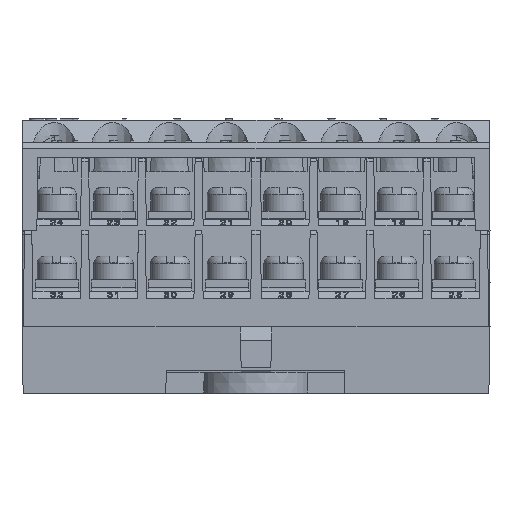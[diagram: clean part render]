
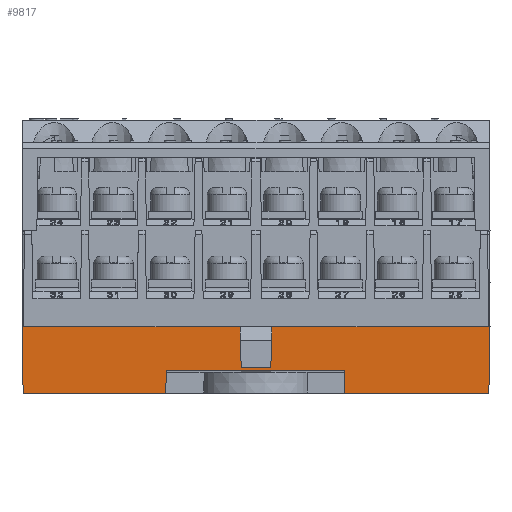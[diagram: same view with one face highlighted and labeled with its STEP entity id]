
A CAD part, front view. The second image highlights one B-rep face of the part: STEP entity #9817.
In plain terms, the highlighted planar face has unit normal (0, -1, -0.018).
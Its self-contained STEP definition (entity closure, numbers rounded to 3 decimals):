
#5682=FACE_OUTER_BOUND('',#20966,.T.);
#9817=ADVANCED_FACE('',(#5682),#13669,.F.);
#13669=PLANE('',#84481);
#20966=EDGE_LOOP('',(#36140,#36141,#36142,#36143,#36144,#36145,#36146,#36147,
#36148,#36149,#36150,#36151,#36152,#36153));
#36140=ORIENTED_EDGE('',*,*,#59436,.T.);
#36141=ORIENTED_EDGE('',*,*,#59437,.T.);
#36142=ORIENTED_EDGE('',*,*,#52957,.F.);
#36143=ORIENTED_EDGE('',*,*,#59438,.T.);
#36144=ORIENTED_EDGE('',*,*,#52948,.F.);
#36145=ORIENTED_EDGE('',*,*,#59439,.T.);
#36146=ORIENTED_EDGE('',*,*,#59440,.F.);
#36147=ORIENTED_EDGE('',*,*,#59441,.T.);
#36148=ORIENTED_EDGE('',*,*,#54723,.F.);
#36149=ORIENTED_EDGE('',*,*,#59442,.T.);
#36150=ORIENTED_EDGE('',*,*,#59443,.F.);
#36151=ORIENTED_EDGE('',*,*,#59444,.F.);
#36152=ORIENTED_EDGE('',*,*,#54721,.F.);
#36153=ORIENTED_EDGE('',*,*,#59445,.T.);
#45606=VERTEX_POINT('',#108629);
#45607=VERTEX_POINT('',#108631);
#45610=VERTEX_POINT('',#108639);
#45615=VERTEX_POINT('',#108648);
#47007=VERTEX_POINT('',#112715);
#47008=VERTEX_POINT('',#112716);
#47009=VERTEX_POINT('',#112718);
#47010=VERTEX_POINT('',#112720);
#49909=VERTEX_POINT('',#131668);
#49910=VERTEX_POINT('',#131669);
#49911=VERTEX_POINT('',#131673);
#49912=VERTEX_POINT('',#131675);
#49913=VERTEX_POINT('',#131678);
#49914=VERTEX_POINT('',#131680);
#52948=EDGE_CURVE('',#45606,#45607,#63898,.T.);
#52957=EDGE_CURVE('',#45615,#45610,#63907,.T.);
#54721=EDGE_CURVE('',#47007,#47008,#65553,.T.);
#54723=EDGE_CURVE('',#47009,#47010,#65555,.T.);
#59436=EDGE_CURVE('',#49909,#49910,#69092,.T.);
#59437=EDGE_CURVE('',#49910,#45610,#69093,.T.);
#59438=EDGE_CURVE('',#45615,#45607,#69094,.T.);
#59439=EDGE_CURVE('',#45606,#49911,#69095,.T.);
#59440=EDGE_CURVE('',#49912,#49911,#69096,.T.);
#59441=EDGE_CURVE('',#49912,#47010,#69097,.T.);
#59442=EDGE_CURVE('',#47009,#49913,#69098,.T.);
#59443=EDGE_CURVE('',#49914,#49913,#69099,.T.);
#59444=EDGE_CURVE('',#47008,#49914,#69100,.T.);
#59445=EDGE_CURVE('',#47007,#49909,#69101,.T.);
#63898=LINE('',#108630,#72678);
#63907=LINE('',#108649,#72687);
#65553=LINE('',#112714,#74333);
#65555=LINE('',#112719,#74335);
#69092=LINE('',#131667,#78045);
#69093=LINE('',#131670,#78046);
#69094=LINE('',#131671,#78047);
#69095=LINE('',#131672,#78048);
#69096=LINE('',#131674,#78049);
#69097=LINE('',#131676,#78050);
#69098=LINE('',#131677,#78051);
#69099=LINE('',#131679,#78052);
#69100=LINE('',#131681,#78053);
#69101=LINE('',#131682,#78054);
#72678=VECTOR('',#87104,1.);
#72687=VECTOR('',#87115,1.);
#74333=VECTOR('',#89775,1.);
#74335=VECTOR('',#89777,1.);
#78045=VECTOR('',#98401,1.);
#78046=VECTOR('',#98402,1.);
#78047=VECTOR('',#98403,1.);
#78048=VECTOR('',#98404,1.);
#78049=VECTOR('',#98405,1.);
#78050=VECTOR('',#98406,1.);
#78051=VECTOR('',#98407,1.);
#78052=VECTOR('',#98408,1.);
#78053=VECTOR('',#98409,1.);
#78054=VECTOR('',#98410,1.);
#84481=AXIS2_PLACEMENT_3D('',#131683,#98411,#98412);
#87104=DIRECTION('',(-0.017,-0.017,1.));
#87115=DIRECTION('',(-0.017,0.017,-1.));
#89775=DIRECTION('',(1.,0.,0.));
#89777=DIRECTION('',(1.,0.,0.));
#98401=DIRECTION('',(0.017,0.017,-1.));
#98402=DIRECTION('',(1.,0.,0.));
#98403=DIRECTION('',(1.,0.,0.));
#98404=DIRECTION('',(1.,0.,0.));
#98405=DIRECTION('',(-0.017,0.017,-1.));
#98406=DIRECTION('',(-1.,0.,0.));
#98407=DIRECTION('',(-0.036,0.017,-0.999));
#98408=DIRECTION('',(1.,0.,0.));
#98409=DIRECTION('',(0.036,0.017,-0.999));
#98410=DIRECTION('',(-1.,0.,0.));
#98411=DIRECTION('',(0.,1.,0.017));
#98412=DIRECTION('',(0.,-0.017,1.));
#108629=CARTESIAN_POINT('',(118.696,84.351,-19.975));
#108630=CARTESIAN_POINT('',(118.538,84.192,-10.881));
#108631=CARTESIAN_POINT('',(118.644,84.299,-16.972));
#108639=CARTESIAN_POINT('',(94.718,84.351,-19.975));
#108648=CARTESIAN_POINT('',(94.77,84.299,-16.972));
#108649=CARTESIAN_POINT('',(94.769,84.3,-17.043));
#112714=CARTESIAN_POINT('',(106.81,84.196,-11.086));
#112715=CARTESIAN_POINT('',(75.629,84.196,-11.086));
#112716=CARTESIAN_POINT('',(104.708,84.196,-11.086));
#112718=CARTESIAN_POINT('',(108.912,84.196,-11.086));
#112719=CARTESIAN_POINT('',(106.81,84.196,-11.086));
#112720=CARTESIAN_POINT('',(137.991,84.196,-11.086));
#131667=CARTESIAN_POINT('',(75.438,84.205,-11.633));
#131668=CARTESIAN_POINT('',(75.429,84.196,-11.086));
#131669=CARTESIAN_POINT('',(75.584,84.351,-19.975));
#131670=CARTESIAN_POINT('',(106.81,84.351,-19.975));
#131671=CARTESIAN_POINT('',(106.81,84.299,-16.972));
#131672=CARTESIAN_POINT('',(106.81,84.351,-19.975));
#131673=CARTESIAN_POINT('',(138.036,84.351,-19.975));
#131674=CARTESIAN_POINT('',(138.181,84.206,-11.673));
#131675=CARTESIAN_POINT('',(138.191,84.196,-11.086));
#131676=CARTESIAN_POINT('',(106.81,84.196,-11.086));
#131677=CARTESIAN_POINT('',(109.773,83.777,12.905));
#131678=CARTESIAN_POINT('',(108.716,84.291,-16.541));
#131679=CARTESIAN_POINT('',(106.81,84.291,-16.541));
#131680=CARTESIAN_POINT('',(104.904,84.291,-16.541));
#131681=CARTESIAN_POINT('',(104.779,84.23,-13.062));
#131682=CARTESIAN_POINT('',(106.81,84.196,-11.086));
#131683=CARTESIAN_POINT('',(106.81,84.196,-11.086));
